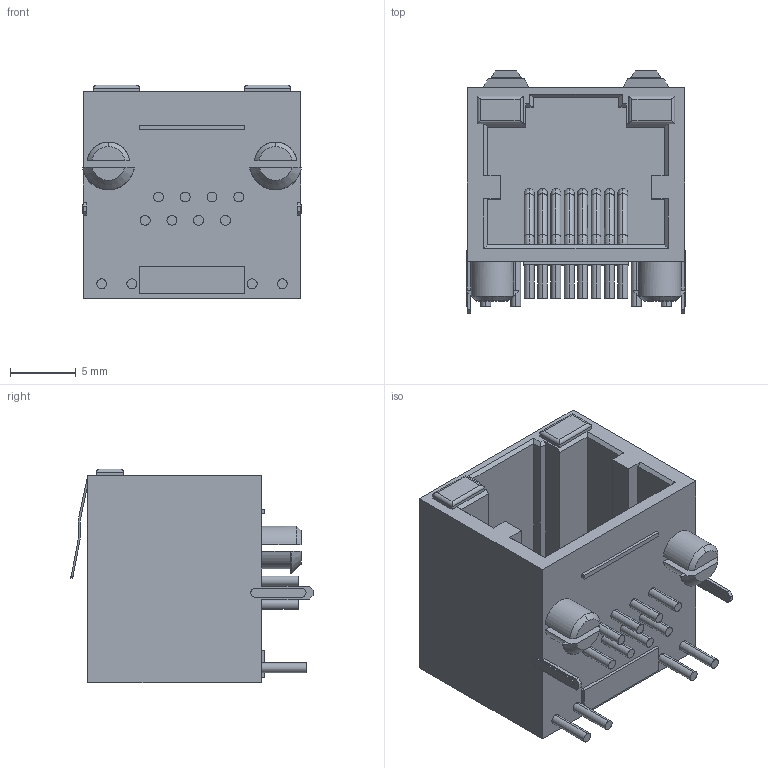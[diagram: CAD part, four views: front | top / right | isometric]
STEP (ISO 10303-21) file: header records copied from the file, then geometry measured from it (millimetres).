
FILE_DESCRIPTION (( 'STEP AP214' ), '1' );
FILE_NAME ('RJDEFAU04141024507695.step', '2006-04-14T14:24:52', ( 'sysAdmin' ), ( 'SolidWorks' ), 'SwSTEP 2.0', 'SolidWorks 2006079', '' );
FILE_SCHEMA (( 'AUTOMOTIVE_DESIGN' ));
Length unit declared in the file: millimetre
Products named in the file (1): RJDEFAU04141024507695
Bounding box: 16.71 x 18.43 x 16.25 mm (x, y, z)
Volume: 1566.6 mm3; surface area: 2646.7 mm2
Topology: 1 solids, 1 shells, 331 faces, 762 edges, 456 vertices
Faces by surface type: plane 139, cylinder 122, torus 52, bspline 12, cone 6
Entity records: 10192 total; most frequent: CARTESIAN_POINT 1946, DIRECTION 1644, ORIENTED_EDGE 1524, EDGE_CURVE 762, AXIS2_PLACEMENT_3D 602, VERTEX_POINT 456, VECTOR 440, LINE 440
